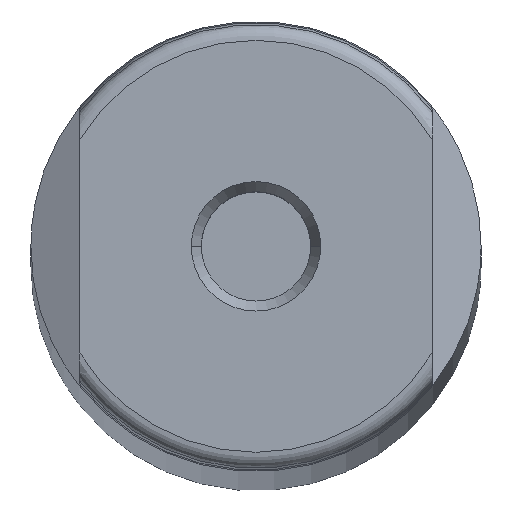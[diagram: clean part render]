
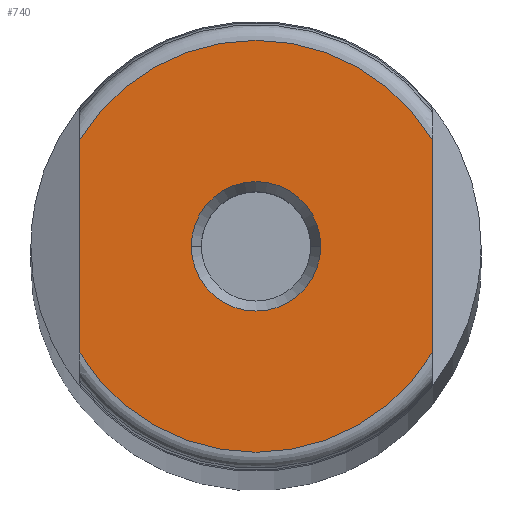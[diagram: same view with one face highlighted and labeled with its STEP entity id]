
A CAD part, top view. The second image highlights one B-rep face of the part: STEP entity #740.
In plain terms, the highlighted planar face has unit normal (0, 0, 1).
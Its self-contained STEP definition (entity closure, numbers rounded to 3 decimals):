
#12 = CARTESIAN_POINT ( 'NONE',  ( 0., 0., 690. ) ) ;
#62 = VERTEX_POINT ( 'NONE', #1341 ) ;
#72 = VERTEX_POINT ( 'NONE', #203 ) ;
#77 = FACE_OUTER_BOUND ( 'NONE', #1069, .T. ) ;
#152 = CIRCLE ( 'NONE', #192, 12.808 ) ;
#173 = CARTESIAN_POINT ( 'NONE',  ( 11., 0., 690. ) ) ;
#183 = CARTESIAN_POINT ( 'NONE',  ( 11., -6.561, 690. ) ) ;
#192 = AXIS2_PLACEMENT_3D ( 'NONE', #1735, #928, #1195 ) ;
#193 = EDGE_CURVE ( 'NONE', #235, #1698, #1428, .T. ) ;
#203 = CARTESIAN_POINT ( 'NONE',  ( 4.025, 0., 690. ) ) ;
#235 = VERTEX_POINT ( 'NONE', #183 ) ;
#280 = VERTEX_POINT ( 'NONE', #1581 ) ;
#295 = DIRECTION ( 'NONE',  ( 0., 1., 0. ) ) ;
#300 = LINE ( 'NONE', #1717, #1667 ) ;
#350 = EDGE_CURVE ( 'NONE', #1698, #62, #152, .T. ) ;
#360 = DIRECTION ( 'NONE',  ( 0., 0., 1. ) ) ;
#397 = VERTEX_POINT ( 'NONE', #671 ) ;
#411 = DIRECTION ( 'NONE',  ( 0., 0., 1. ) ) ;
#433 = DIRECTION ( 'NONE',  ( 1., 0., 0. ) ) ;
#441 = AXIS2_PLACEMENT_3D ( 'NONE', #12, #719, #433 ) ;
#616 = DIRECTION ( 'NONE',  ( 0., -1., 0. ) ) ;
#630 = ORIENTED_EDGE ( 'NONE', *, *, #1554, .T. ) ;
#671 = CARTESIAN_POINT ( 'NONE',  ( -11., -6.561, 690. ) ) ;
#697 = ORIENTED_EDGE ( 'NONE', *, *, #1789, .F. ) ;
#719 = DIRECTION ( 'NONE',  ( 0., 0., 1. ) ) ;
#740 = ADVANCED_FACE ( 'NONE', ( #1184, #77 ), #1741, .T. ) ;
#797 = EDGE_CURVE ( 'NONE', #397, #235, #1513, .T. ) ;
#799 = AXIS2_PLACEMENT_3D ( 'NONE', #1249, #411, #827 ) ;
#825 = CIRCLE ( 'NONE', #441, 4.025 ) ;
#827 = DIRECTION ( 'NONE',  ( 1., 0., 0. ) ) ;
#856 = ORIENTED_EDGE ( 'NONE', *, *, #350, .T. ) ;
#877 = CIRCLE ( 'NONE', #799, 4.025 ) ;
#881 = ORIENTED_EDGE ( 'NONE', *, *, #193, .T. ) ;
#913 = CARTESIAN_POINT ( 'NONE',  ( 0., 0., 690. ) ) ;
#928 = DIRECTION ( 'NONE',  ( 0., 0., 1. ) ) ;
#1057 = ORIENTED_EDGE ( 'NONE', *, *, #797, .T. ) ;
#1069 = EDGE_LOOP ( 'NONE', ( #881, #856, #630, #1057 ) ) ;
#1072 = EDGE_LOOP ( 'NONE', ( #1754, #697 ) ) ;
#1092 = CARTESIAN_POINT ( 'NONE',  ( 11., 6.561, 690. ) ) ;
#1184 = FACE_BOUND ( 'NONE', #1072, .T. ) ;
#1194 = CARTESIAN_POINT ( 'NONE',  ( 0., 0., 690. ) ) ;
#1195 = DIRECTION ( 'NONE',  ( 1., 0., 0. ) ) ;
#1202 = DIRECTION ( 'NONE',  ( 1., 0., 0. ) ) ;
#1212 = DIRECTION ( 'NONE',  ( 0., 0., 1. ) ) ;
#1225 = VECTOR ( 'NONE', #295, 1000. ) ;
#1249 = CARTESIAN_POINT ( 'NONE',  ( 0., 0., 690. ) ) ;
#1341 = CARTESIAN_POINT ( 'NONE',  ( -11., 6.561, 690. ) ) ;
#1385 = EDGE_CURVE ( 'NONE', #72, #280, #877, .T. ) ;
#1428 = LINE ( 'NONE', #173, #1225 ) ;
#1489 = DIRECTION ( 'NONE',  ( 1., 0., 0. ) ) ;
#1495 = AXIS2_PLACEMENT_3D ( 'NONE', #913, #1212, #1202 ) ;
#1513 = CIRCLE ( 'NONE', #1495, 12.808 ) ;
#1554 = EDGE_CURVE ( 'NONE', #62, #397, #300, .T. ) ;
#1581 = CARTESIAN_POINT ( 'NONE',  ( -4.025, 0., 690. ) ) ;
#1667 = VECTOR ( 'NONE', #616, 1000. ) ;
#1698 = VERTEX_POINT ( 'NONE', #1092 ) ;
#1717 = CARTESIAN_POINT ( 'NONE',  ( -11., 0., 690. ) ) ;
#1719 = AXIS2_PLACEMENT_3D ( 'NONE', #1194, #360, #1489 ) ;
#1735 = CARTESIAN_POINT ( 'NONE',  ( 0., 0., 690. ) ) ;
#1741 = PLANE ( 'NONE',  #1719 ) ;
#1754 = ORIENTED_EDGE ( 'NONE', *, *, #1385, .F. ) ;
#1789 = EDGE_CURVE ( 'NONE', #280, #72, #825, .T. ) ;
